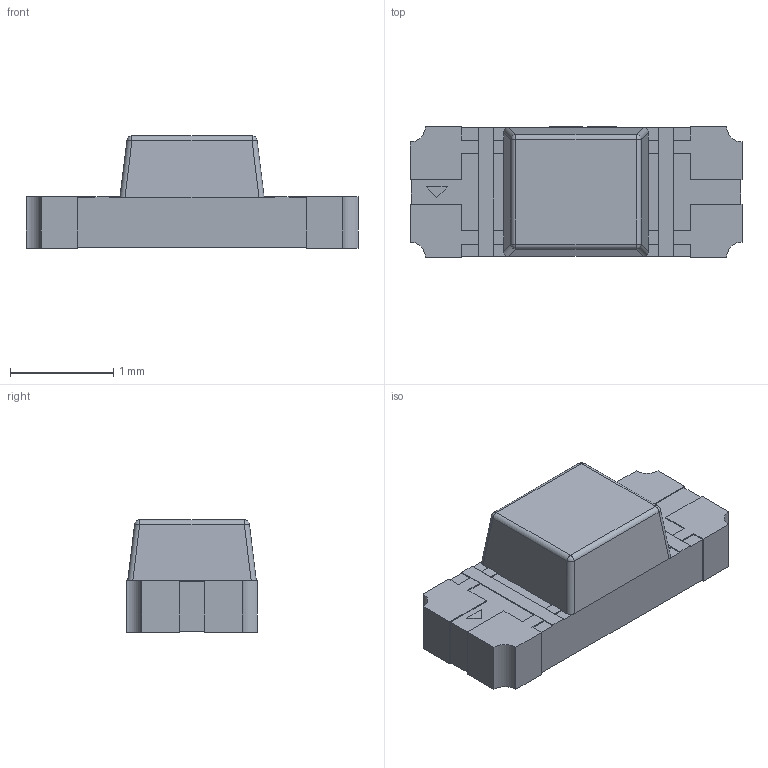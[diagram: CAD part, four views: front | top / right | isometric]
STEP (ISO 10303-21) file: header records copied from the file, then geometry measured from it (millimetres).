
FILE_DESCRIPTION (( 'STEP AP214' ), '1' );
FILE_NAME ('LED-ARRAY-SMD_4P-L3.2-W1.3-H1.1.step', '2022-07-08T11:20:11', ( '' ), ( '' ), 'SwSTEP 2.0', 'SolidWorks 2020', '' );
FILE_SCHEMA (( 'AUTOMOTIVE_DESIGN' ));
Length unit declared in the file: millimetre
Products named in the file (1): LED-ARRAY-SMD_4P-L3.2-W1.3-H1.1
Bounding box: 3.22 x 1.27 x 1.09 mm (x, y, z)
Volume: 2.9 mm3; surface area: 15 mm2
Topology: 1 solids, 1 shells, 379 faces, 1034 edges, 684 vertices
Faces by surface type: plane 251, bspline 112, cylinder 12, sphere 4
Entity records: 16872 total; most frequent: CARTESIAN_POINT 4214, ORIENTED_EDGE 2068, DIRECTION 1358, EDGE_CURVE 1034, VECTOR 782, LINE 782, VERTEX_POINT 684, EDGE_LOOP 406
